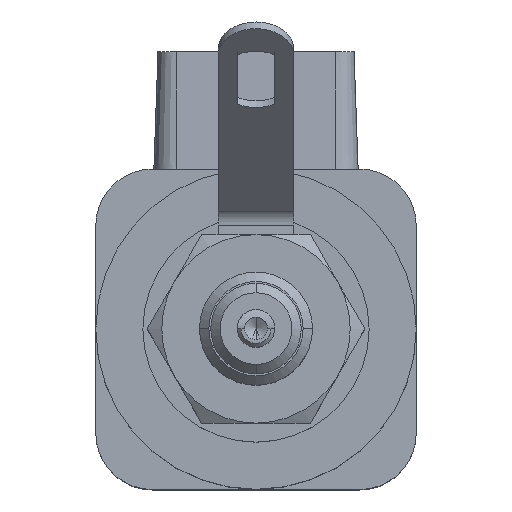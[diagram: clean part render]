
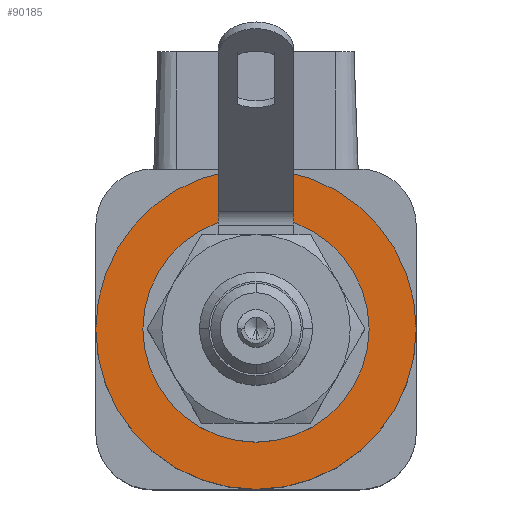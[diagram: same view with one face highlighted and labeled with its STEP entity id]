
A CAD part, top view. The second image highlights one B-rep face of the part: STEP entity #90185.
In plain terms, the highlighted planar face has unit normal (0, 0, 1).
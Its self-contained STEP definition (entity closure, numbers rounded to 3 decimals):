
#90023=CARTESIAN_POINT('',(0.,0.,9.));
#90024=DIRECTION('',(0.,0.,1.));
#90025=DIRECTION('',(1.,0.,0.));
#90026=AXIS2_PLACEMENT_3D('',#90023,#90024,#90025);
#90028=CARTESIAN_POINT('',(0.,0.,9.));
#90029=DIRECTION('',(0.,0.,1.));
#90030=DIRECTION('',(-1.,0.,0.));
#90031=AXIS2_PLACEMENT_3D('',#90028,#90029,#90030);
#90033=CARTESIAN_POINT('',(0.,0.,9.));
#90034=DIRECTION('',(0.,0.,1.));
#90035=DIRECTION('',(1.,0.,0.));
#90036=AXIS2_PLACEMENT_3D('',#90033,#90034,#90035);
#90038=CARTESIAN_POINT('',(0.,0.,9.));
#90039=DIRECTION('',(0.,0.,1.));
#90040=DIRECTION('',(-1.,0.,0.));
#90041=AXIS2_PLACEMENT_3D('',#90038,#90039,#90040);
#90083=CARTESIAN_POINT('',(8.5,0.,9.));
#90084=CARTESIAN_POINT('',(-8.5,0.,9.));
#90085=VERTEX_POINT('',#90083);
#90086=VERTEX_POINT('',#90084);
#90095=CARTESIAN_POINT('',(3.05,0.,9.));
#90096=CARTESIAN_POINT('',(-3.05,0.,9.));
#90097=VERTEX_POINT('',#90095);
#90098=VERTEX_POINT('',#90096);
#90170=CARTESIAN_POINT('',(0.,0.,9.));
#90171=DIRECTION('',(0.,0.,1.));
#90172=DIRECTION('',(1.,0.,0.));
#90173=AXIS2_PLACEMENT_3D('',#90170,#90171,#90172);
#90174=PLANE('',#90173);
#90175=ORIENTED_EDGE('',*,*,#90136,.F.);
#90176=ORIENTED_EDGE('',*,*,#90157,.F.);
#90177=EDGE_LOOP('',(#90175,#90176));
#90178=FACE_OUTER_BOUND('',#90177,.F.);
#90180=ORIENTED_EDGE('',*,*,#90179,.T.);
#90182=ORIENTED_EDGE('',*,*,#90181,.T.);
#90183=EDGE_LOOP('',(#90180,#90182));
#90184=FACE_BOUND('',#90183,.F.);
#90185=ADVANCED_FACE('',(#90178,#90184),#90174,.T.);
#90027=CIRCLE('',#90026,8.5);
#90032=CIRCLE('',#90031,8.5);
#90037=CIRCLE('',#90036,3.05);
#90042=CIRCLE('',#90041,3.05);
#90136=EDGE_CURVE('',#90085,#90086,#90027,.T.);
#90157=EDGE_CURVE('',#90086,#90085,#90032,.T.);
#90179=EDGE_CURVE('',#90097,#90098,#90037,.T.);
#90181=EDGE_CURVE('',#90098,#90097,#90042,.T.);
